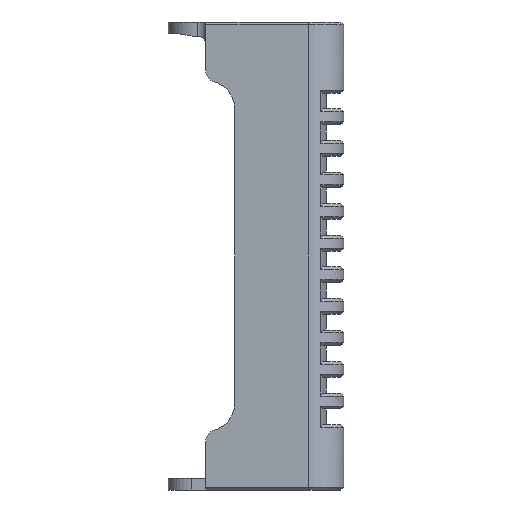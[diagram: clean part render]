
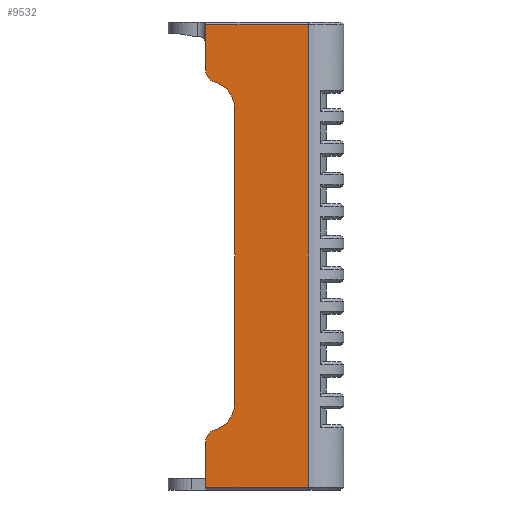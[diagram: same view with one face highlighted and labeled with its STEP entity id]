
A CAD part, left-side view. The second image highlights one B-rep face of the part: STEP entity #9532.
In plain terms, the highlighted planar face has unit normal (-1, 0, 0).
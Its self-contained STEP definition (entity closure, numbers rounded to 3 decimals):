
#312 = VERTEX_POINT ( 'NONE', #458 ) ;
#443 = ORIENTED_EDGE ( 'NONE', *, *, #3940, .T. ) ;
#458 = CARTESIAN_POINT ( 'NONE',  ( -60., 22.171, 10.208 ) ) ;
#485 = CARTESIAN_POINT ( 'NONE',  ( -60., 21.6, 8.292 ) ) ;
#787 = DIRECTION ( 'NONE',  ( 0., 0., -1. ) ) ;
#999 = ORIENTED_EDGE ( 'NONE', *, *, #10017, .T. ) ;
#1015 = LINE ( 'NONE', #6986, #10133 ) ;
#1270 = DIRECTION ( 'NONE',  ( 0., -1., 0. ) ) ;
#1277 = AXIS2_PLACEMENT_3D ( 'NONE', #485, #12573, #8660 ) ;
#1312 = CARTESIAN_POINT ( 'NONE',  ( -60., 6., 0.5 ) ) ;
#1367 = LINE ( 'NONE', #10497, #3701 ) ;
#1464 = CIRCLE ( 'NONE', #2090, 2. ) ;
#1533 = CARTESIAN_POINT ( 'NONE',  ( -60., 6., 0.5 ) ) ;
#1594 = DIRECTION ( 'NONE',  ( 0., 0., -1. ) ) ;
#1961 = EDGE_CURVE ( 'NONE', #10424, #4948, #5918, .T. ) ;
#2066 = VECTOR ( 'NONE', #1594, 1000. ) ;
#2090 = AXIS2_PLACEMENT_3D ( 'NONE', #9598, #11740, #10730 ) ;
#2226 = VECTOR ( 'NONE', #6945, 1000. ) ;
#2835 = CARTESIAN_POINT ( 'NONE',  ( -60., 6., 80. ) ) ;
#3101 = CARTESIAN_POINT ( 'NONE',  ( -60., 23.6, 71.708 ) ) ;
#3359 = DIRECTION ( 'NONE',  ( 0., 0., 1. ) ) ;
#3701 = VECTOR ( 'NONE', #3359, 1000. ) ;
#3940 = EDGE_CURVE ( 'NONE', #5645, #9561, #10946, .T. ) ;
#4117 = PLANE ( 'NONE',  #8287 ) ;
#4409 = ORIENTED_EDGE ( 'NONE', *, *, #10189, .F. ) ;
#4611 = LINE ( 'NONE', #10851, #2066 ) ;
#4675 = CARTESIAN_POINT ( 'NONE',  ( -60., 23.6, 0.5 ) ) ;
#4842 = CIRCLE ( 'NONE', #10426, 5. ) ;
#4948 = VERTEX_POINT ( 'NONE', #8354 ) ;
#5045 = EDGE_LOOP ( 'NONE', ( #443, #999, #11341, #6024, #4409, #8281, #7788, #8953, #12097, #11842 ) ) ;
#5497 = EDGE_CURVE ( 'NONE', #6808, #5645, #1015, .T. ) ;
#5614 = LINE ( 'NONE', #1533, #10151 ) ;
#5645 = VERTEX_POINT ( 'NONE', #11283 ) ;
#5803 = EDGE_CURVE ( 'NONE', #7255, #10424, #1367, .T. ) ;
#5868 = LINE ( 'NONE', #2835, #2226 ) ;
#5918 = CIRCLE ( 'NONE', #10224, 5. ) ;
#6024 = ORIENTED_EDGE ( 'NONE', *, *, #5803, .F. ) ;
#6247 = EDGE_CURVE ( 'NONE', #12856, #12095, #5614, .T. ) ;
#6339 = CARTESIAN_POINT ( 'NONE',  ( -60., 6., 80. ) ) ;
#6422 = EDGE_CURVE ( 'NONE', #6808, #12095, #5868, .T. ) ;
#6808 = VERTEX_POINT ( 'NONE', #7738 ) ;
#6945 = DIRECTION ( 'NONE',  ( 0., 0., -1. ) ) ;
#6986 = CARTESIAN_POINT ( 'NONE',  ( -60., 6., 79.5 ) ) ;
#7052 = CIRCLE ( 'NONE', #1277, 2. ) ;
#7255 = VERTEX_POINT ( 'NONE', #12015 ) ;
#7289 = DIRECTION ( 'NONE',  ( 0., 0., 1. ) ) ;
#7431 = CARTESIAN_POINT ( 'NONE',  ( -60., 23.6, 65. ) ) ;
#7455 = VERTEX_POINT ( 'NONE', #8784 ) ;
#7738 = CARTESIAN_POINT ( 'NONE',  ( -60., 6., 79.5 ) ) ;
#7788 = ORIENTED_EDGE ( 'NONE', *, *, #9208, .T. ) ;
#8281 = ORIENTED_EDGE ( 'NONE', *, *, #12514, .T. ) ;
#8287 = AXIS2_PLACEMENT_3D ( 'NONE', #6339, #12526, #9289 ) ;
#8354 = CARTESIAN_POINT ( 'NONE',  ( -60., 22.171, 69.792 ) ) ;
#8418 = CARTESIAN_POINT ( 'NONE',  ( -60., 18.6, 65. ) ) ;
#8422 = DIRECTION ( 'NONE',  ( -1., 0., 0. ) ) ;
#8660 = DIRECTION ( 'NONE',  ( 0., 0., -1. ) ) ;
#8784 = CARTESIAN_POINT ( 'NONE',  ( -60., 23.6, 8.292 ) ) ;
#8935 = CARTESIAN_POINT ( 'NONE',  ( -60., 23.6, 80. ) ) ;
#8953 = ORIENTED_EDGE ( 'NONE', *, *, #6247, .T. ) ;
#9133 = DIRECTION ( 'NONE',  ( 0., 1., 0. ) ) ;
#9208 = EDGE_CURVE ( 'NONE', #7455, #12856, #4611, .T. ) ;
#9268 = VECTOR ( 'NONE', #13044, 1000. ) ;
#9289 = DIRECTION ( 'NONE',  ( 0., 0., -1. ) ) ;
#9532 = ADVANCED_FACE ( 'NONE', ( #10374 ), #4117, .F. ) ;
#9561 = VERTEX_POINT ( 'NONE', #3101 ) ;
#9598 = CARTESIAN_POINT ( 'NONE',  ( -60., 21.6, 71.708 ) ) ;
#10017 = EDGE_CURVE ( 'NONE', #9561, #4948, #1464, .T. ) ;
#10133 = VECTOR ( 'NONE', #9133, 1000. ) ;
#10151 = VECTOR ( 'NONE', #1270, 1000. ) ;
#10189 = EDGE_CURVE ( 'NONE', #312, #7255, #4842, .T. ) ;
#10224 = AXIS2_PLACEMENT_3D ( 'NONE', #7431, #8422, #7289 ) ;
#10374 = FACE_OUTER_BOUND ( 'NONE', #5045, .T. ) ;
#10424 = VERTEX_POINT ( 'NONE', #8418 ) ;
#10426 = AXIS2_PLACEMENT_3D ( 'NONE', #13141, #11934, #787 ) ;
#10497 = CARTESIAN_POINT ( 'NONE',  ( -60., 18.6, 15. ) ) ;
#10730 = DIRECTION ( 'NONE',  ( 0., 0., -1. ) ) ;
#10851 = CARTESIAN_POINT ( 'NONE',  ( -60., 23.6, 80. ) ) ;
#10946 = LINE ( 'NONE', #8935, #9268 ) ;
#11283 = CARTESIAN_POINT ( 'NONE',  ( -60., 23.6, 79.5 ) ) ;
#11341 = ORIENTED_EDGE ( 'NONE', *, *, #1961, .F. ) ;
#11740 = DIRECTION ( 'NONE',  ( -1., 0., 0. ) ) ;
#11842 = ORIENTED_EDGE ( 'NONE', *, *, #5497, .T. ) ;
#11934 = DIRECTION ( 'NONE',  ( -1., 0., 0. ) ) ;
#12015 = CARTESIAN_POINT ( 'NONE',  ( -60., 18.6, 15. ) ) ;
#12095 = VERTEX_POINT ( 'NONE', #1312 ) ;
#12097 = ORIENTED_EDGE ( 'NONE', *, *, #6422, .F. ) ;
#12514 = EDGE_CURVE ( 'NONE', #312, #7455, #7052, .T. ) ;
#12526 = DIRECTION ( 'NONE',  ( 1., 0., 0. ) ) ;
#12573 = DIRECTION ( 'NONE',  ( -1., 0., 0. ) ) ;
#12856 = VERTEX_POINT ( 'NONE', #4675 ) ;
#13044 = DIRECTION ( 'NONE',  ( 0., 0., -1. ) ) ;
#13141 = CARTESIAN_POINT ( 'NONE',  ( -60., 23.6, 15. ) ) ;
